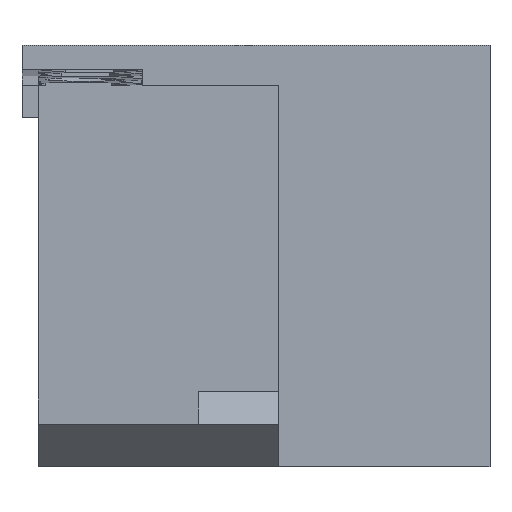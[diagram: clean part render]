
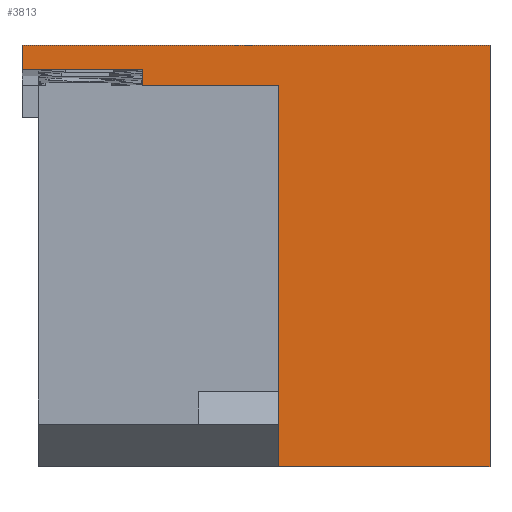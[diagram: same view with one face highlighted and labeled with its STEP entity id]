
A CAD part, left-side view. The second image highlights one B-rep face of the part: STEP entity #3813.
In plain terms, the highlighted planar face has unit normal (-1, 0, 0).
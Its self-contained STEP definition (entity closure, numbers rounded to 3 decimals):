
#203=PLANE('',#3999);
#372=FACE_OUTER_BOUND('',#578,.T.);
#578=EDGE_LOOP('',(#3577,#3578,#3579,#3580,#3581,#3582,#3583,#3584));
#637=LINE('',#5217,#1158);
#758=LINE('',#5457,#1279);
#1102=LINE('',#6327,#1623);
#1106=LINE('',#6335,#1627);
#1111=LINE('',#6462,#1632);
#1115=LINE('',#6725,#1636);
#1116=LINE('',#6727,#1637);
#1117=LINE('',#6728,#1638);
#1158=VECTOR('',#4066,10.);
#1279=VECTOR('',#4195,10.);
#1623=VECTOR('',#4811,10.);
#1627=VECTOR('',#4817,10.);
#1632=VECTOR('',#4826,10.);
#1636=VECTOR('',#4838,10.);
#1637=VECTOR('',#4839,10.);
#1638=VECTOR('',#4840,10.);
#1691=VERTEX_POINT('',#5214);
#1692=VERTEX_POINT('',#5216);
#1806=VERTEX_POINT('',#5454);
#1807=VERTEX_POINT('',#5456);
#2000=VERTEX_POINT('',#6325);
#2003=VERTEX_POINT('',#6334);
#2006=VERTEX_POINT('',#6724);
#2007=VERTEX_POINT('',#6726);
#2056=EDGE_CURVE('',#1692,#1691,#637,.T.);
#2177=EDGE_CURVE('',#1806,#1807,#758,.T.);
#2523=EDGE_CURVE('',#1806,#2000,#1102,.T.);
#2527=EDGE_CURVE('',#2000,#2003,#1106,.T.);
#2534=EDGE_CURVE('',#2003,#1692,#1111,.T.);
#2541=EDGE_CURVE('',#1691,#2006,#1115,.T.);
#2542=EDGE_CURVE('',#2006,#2007,#1116,.T.);
#2543=EDGE_CURVE('',#1807,#2007,#1117,.T.);
#3577=ORIENTED_EDGE('',*,*,#2527,.T.);
#3578=ORIENTED_EDGE('',*,*,#2534,.T.);
#3579=ORIENTED_EDGE('',*,*,#2056,.T.);
#3580=ORIENTED_EDGE('',*,*,#2541,.T.);
#3581=ORIENTED_EDGE('',*,*,#2542,.T.);
#3582=ORIENTED_EDGE('',*,*,#2543,.F.);
#3583=ORIENTED_EDGE('',*,*,#2177,.F.);
#3584=ORIENTED_EDGE('',*,*,#2523,.T.);
#3813=ADVANCED_FACE('',(#372),#203,.T.);
#3999=AXIS2_PLACEMENT_3D('',#6723,#4836,#4837);
#4066=DIRECTION('',(0.,-1.,0.));
#4195=DIRECTION('',(0.,-1.,0.));
#4811=DIRECTION('',(0.,0.,-1.));
#4817=DIRECTION('',(0.,-1.,0.));
#4826=DIRECTION('',(0.,0.,-1.));
#4836=DIRECTION('center_axis',(-1.,0.,0.));
#4837=DIRECTION('ref_axis',(0.,1.,0.));
#4838=DIRECTION('',(0.,0.,-1.));
#4839=DIRECTION('',(0.,-1.,0.));
#4840=DIRECTION('',(0.,0.,-1.));
#5214=CARTESIAN_POINT('',(-2.,24.3,0.));
#5216=CARTESIAN_POINT('',(-2.,41.3,0.));
#5217=CARTESIAN_POINT('',(-2.,27.65,0.));
#5454=CARTESIAN_POINT('',(-2.,56.3,5.));
#5456=CARTESIAN_POINT('',(-2.,-2.,5.));
#5457=CARTESIAN_POINT('',(-2.,56.3,5.));
#6325=CARTESIAN_POINT('',(-2.,56.3,2.));
#6327=CARTESIAN_POINT('',(-2.,56.3,5.));
#6334=CARTESIAN_POINT('',(-2.,41.3,2.));
#6335=CARTESIAN_POINT('',(-2.,20.65,2.));
#6462=CARTESIAN_POINT('',(-2.,41.3,2.5));
#6723=CARTESIAN_POINT('Origin',(-2.,0.,5.));
#6724=CARTESIAN_POINT('',(-2.,24.3,-47.531));
#6725=CARTESIAN_POINT('',(-2.,24.3,1.5));
#6726=CARTESIAN_POINT('',(-2.,-2.,-47.531));
#6727=CARTESIAN_POINT('',(-2.,54.3,-47.531));
#6728=CARTESIAN_POINT('',(-2.,-2.,5.));
